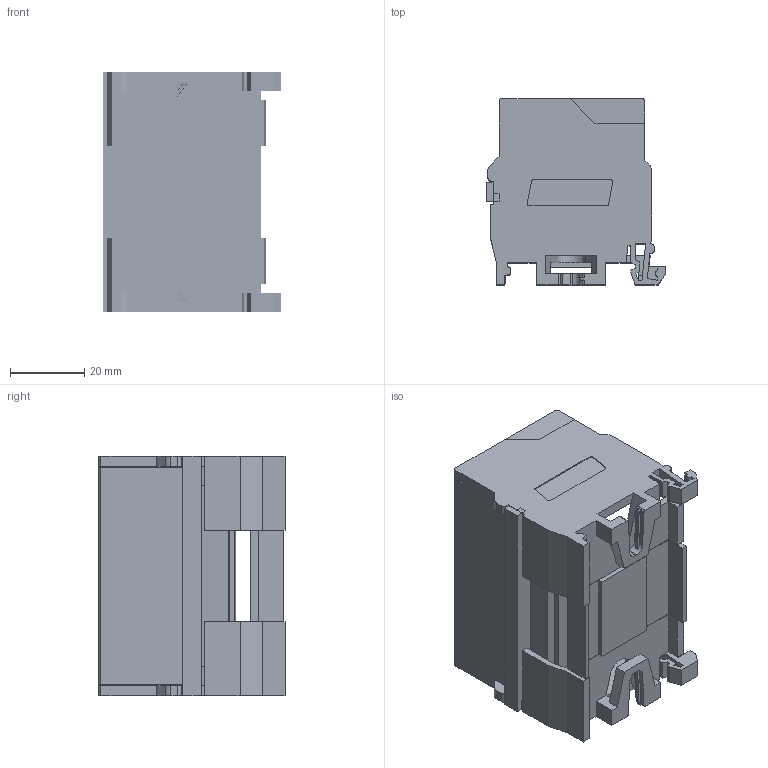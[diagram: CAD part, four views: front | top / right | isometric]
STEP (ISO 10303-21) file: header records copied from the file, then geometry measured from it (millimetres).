
FILE_DESCRIPTION(/* description */ (''),/* implementation_level */ '2;1');
FILE_NAME(/* name */ '3d_ACB2P100G07.stp',/* time_stamp */ '2023-10-31T17:38:05+01:00',/* author */ ('FUMAGALLI'),/* organization */ (''),/* preprocessor_version */ 'ST-DEVELOPER v16.1',/* originating_system */ 'Autodesk Inventor 2016',/* authorisation */ '');
FILE_SCHEMA (('AUTOMOTIVE_DESIGN { 1 0 10303 214 3 1 1 }'));
Products named in the file (1): 3d_ACB2P100G07
Bounding box: 48 x 50 x 64.5 mm (x, y, z)
Volume: 41387.7 mm3; surface area: 49028.8 mm2
Topology: 22 solids, 22 shells, 993 faces, 2806 edges, 1853 vertices
Faces by surface type: plane 787, cylinder 136, cone 28, bspline 28, torus 14
Full cylindrical faces by diameter (mm): 4.3 x14, 4.5 x6, 5.5 x10, 6.5 x14, 8.5 x2
Entity records: 77727 total; most frequent: CARTESIAN_POINT 52417, ORIENTED_EDGE 5364, DIRECTION 4806, EDGE_CURVE 2682, LINE 2182, VECTOR 2182, VERTEX_POINT 1817, AXIS2_PLACEMENT_3D 1312
